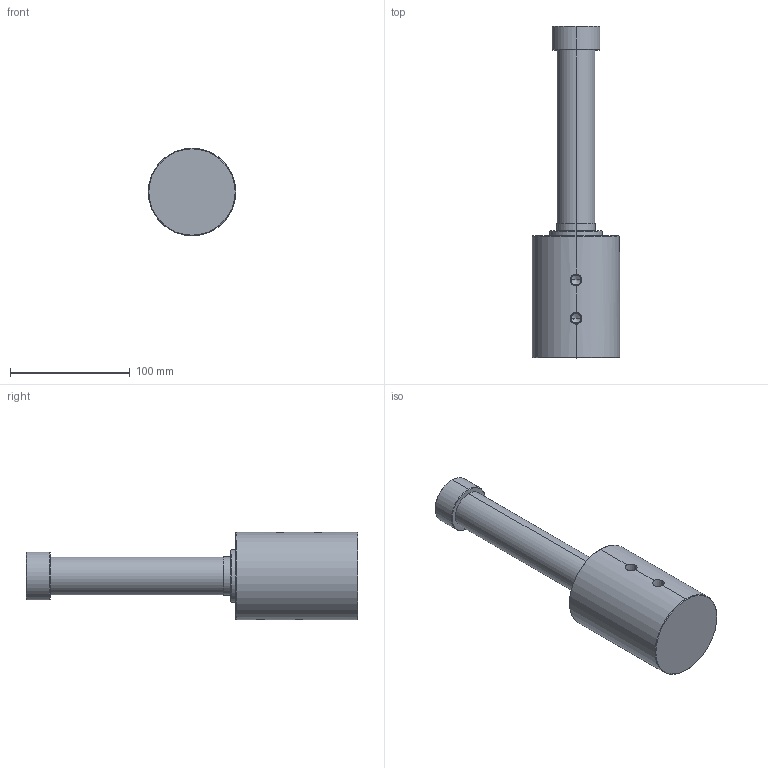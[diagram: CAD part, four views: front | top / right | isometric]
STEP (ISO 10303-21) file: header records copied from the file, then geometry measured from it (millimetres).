
FILE_DESCRIPTION (( 'STEP AP214' ), '1' );
FILE_NAME ('CRA-4-255.STEP', '2019-10-08T08:33:51', ( 'Windows' ), ( 'Microsoft' ), 'SwSTEP 2.0', 'SolidWorks 2015', '' );
FILE_SCHEMA (( 'AUTOMOTIVE_DESIGN' ));
Length unit declared in the file: millimetre
Products named in the file (1): CRA-4-255
Bounding box: 73 x 277 x 73 mm (x, y, z)
Volume: 564645.2 mm3; surface area: 58247.8 mm2
Topology: 1 solids, 1 shells, 93 faces, 213 edges, 128 vertices
Faces by surface type: cylinder 39, cone 33, plane 21
Entity records: 2923 total; most frequent: CARTESIAN_POINT 756, DIRECTION 469, ORIENTED_EDGE 402, EDGE_CURVE 201, AXIS2_PLACEMENT_3D 193, VERTEX_POINT 128, EDGE_LOOP 111, CIRCLE 99
